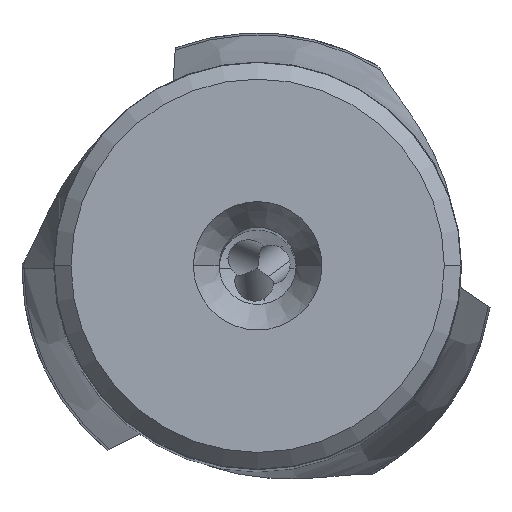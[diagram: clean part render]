
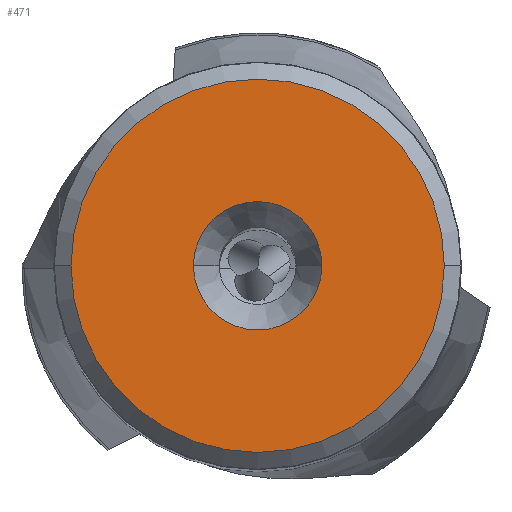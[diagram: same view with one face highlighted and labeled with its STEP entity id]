
A CAD part, top view. The second image highlights one B-rep face of the part: STEP entity #471.
In plain terms, the highlighted planar face has unit normal (0, 0, 1).
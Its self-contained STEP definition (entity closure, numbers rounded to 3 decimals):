
#74=FACE_BOUND('',#1194,.T.);
#75=FACE_BOUND('',#1195,.T.);
#232=PLANE('',#6433);
#471=ADVANCED_FACE('',(#74,#75),#232,.T.);
#1194=EDGE_LOOP('',(#3422,#3423));
#1195=EDGE_LOOP('',(#3424,#3425));
#1499=CIRCLE('',#6427,5.);
#1500=CIRCLE('',#6429,5.);
#1501=CIRCLE('',#6431,14.536);
#1502=CIRCLE('',#6432,14.536);
#3422=ORIENTED_EDGE('',*,*,#5300,.F.);
#3423=ORIENTED_EDGE('',*,*,#5301,.F.);
#3424=ORIENTED_EDGE('',*,*,#5296,.F.);
#3425=ORIENTED_EDGE('',*,*,#5299,.F.);
#4490=VERTEX_POINT('',#11760);
#4491=VERTEX_POINT('',#11761);
#4492=VERTEX_POINT('',#11768);
#4493=VERTEX_POINT('',#11769);
#5296=EDGE_CURVE('',#4490,#4491,#1499,.T.);
#5299=EDGE_CURVE('',#4491,#4490,#1500,.T.);
#5300=EDGE_CURVE('',#4492,#4493,#1501,.T.);
#5301=EDGE_CURVE('',#4493,#4492,#1502,.T.);
#6427=AXIS2_PLACEMENT_3D('',#11759,#7748,#7749);
#6429=AXIS2_PLACEMENT_3D('',#11765,#7754,#7755);
#6431=AXIS2_PLACEMENT_3D('',#11767,#7758,#7759);
#6432=AXIS2_PLACEMENT_3D('',#11770,#7760,#7761);
#6433=AXIS2_PLACEMENT_3D('',#11771,#7762,#7763);
#7748=DIRECTION('',(0.,0.,1.));
#7749=DIRECTION('',(-1.,0.,0.));
#7754=DIRECTION('',(0.,0.,1.));
#7755=DIRECTION('',(1.,0.,0.));
#7758=DIRECTION('',(0.,0.,-1.));
#7759=DIRECTION('',(-1.,0.,0.));
#7760=DIRECTION('',(0.,0.,-1.));
#7761=DIRECTION('',(1.,0.,0.));
#7762=DIRECTION('',(0.,0.,1.));
#7763=DIRECTION('',(1.,0.,0.));
#11759=CARTESIAN_POINT('',(0.,0.,0.));
#11760=CARTESIAN_POINT('',(-5.,0.,0.));
#11761=CARTESIAN_POINT('',(5.,0.,0.));
#11765=CARTESIAN_POINT('',(0.,0.,0.));
#11767=CARTESIAN_POINT('',(0.,0.,0.));
#11768=CARTESIAN_POINT('',(-14.536,0.,0.));
#11769=CARTESIAN_POINT('',(14.536,0.,0.));
#11770=CARTESIAN_POINT('',(0.,0.,0.));
#11771=CARTESIAN_POINT('',(0.,0.,0.));
